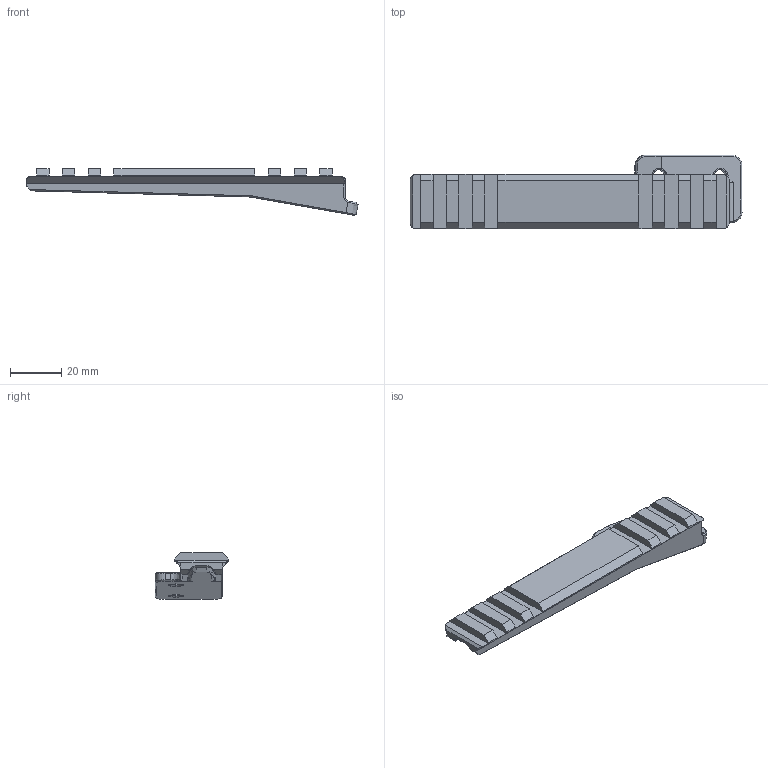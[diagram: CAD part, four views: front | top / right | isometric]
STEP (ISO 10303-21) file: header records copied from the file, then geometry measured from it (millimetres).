
FILE_DESCRIPTION((''),'2;1');
FILE_NAME('PICATINI_OFFSET001','2024-04-10T10:33:10',('Vlad'),(''),'CREO PARAMETRIC BY PTC INC, 2021424','CREO PARAMETRIC BY PTC INC, 2021424','');
FILE_SCHEMA(('AUTOMOTIVE_DESIGN { 1 0 10303 214 1 1 1 1 }'));
Length unit declared in the file: millimetre
Products named in the file (1): PICATINI_OFFSET001
Bounding box: 129.14 x 28.71 x 18.2 mm (x, y, z)
Volume: 22051.1 mm3; surface area: 9705.6 mm2
Topology: 1 solids, 3 shells, 134 faces, 378 edges, 244 vertices
Faces by surface type: bspline 134
Entity records: 7900 total; most frequent: CARTESIAN_POINT 3418, ORIENTED_EDGE 738, PRESENTATION_STYLE_ASSIGNMENT 384, STYLED_ITEM 384, CURVE_STYLE 381, EDGE_CURVE 378, DIRECTION 299, VERTEX_POINT 244
